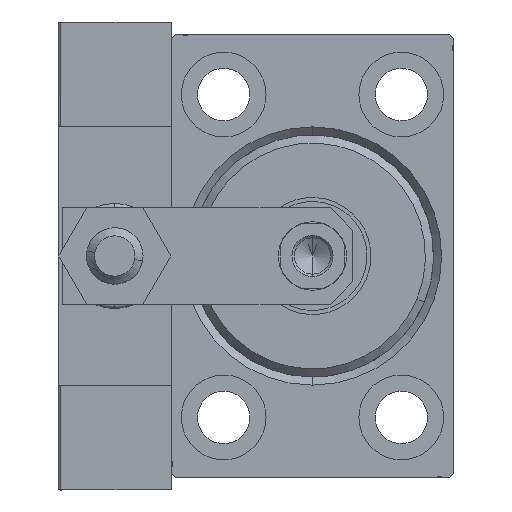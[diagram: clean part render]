
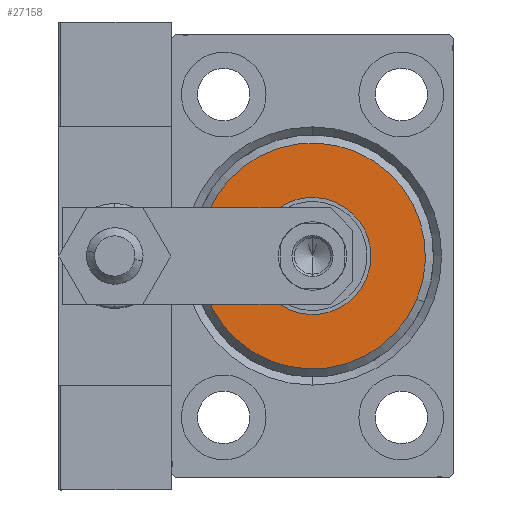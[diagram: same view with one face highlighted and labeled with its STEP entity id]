
A CAD part, left-side view. The second image highlights one B-rep face of the part: STEP entity #27158.
In plain terms, the highlighted face is planar.
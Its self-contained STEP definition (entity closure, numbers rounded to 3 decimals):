
#1146 = AXIS2_PLACEMENT_3D ( 'NONE', #33649, #49343, #41622 ) ;
#2151 = CARTESIAN_POINT ( 'NONE',  ( 3., 0., -14. ) ) ;
#2761 = FACE_BOUND ( 'NONE', #36284, .T. ) ;
#3124 = EDGE_CURVE ( 'NONE', #21409, #12141, #48934, .T. ) ;
#6876 = CIRCLE ( 'NONE', #1146, 7.25 ) ;
#6902 = DIRECTION ( 'NONE',  ( 1., 0., 0. ) ) ;
#7126 = CARTESIAN_POINT ( 'NONE',  ( 3., 0., 0. ) ) ;
#10858 = EDGE_LOOP ( 'NONE', ( #45786, #13132 ) ) ;
#11270 = CARTESIAN_POINT ( 'NONE',  ( 3., 0., 0. ) ) ;
#11787 = EDGE_CURVE ( 'NONE', #16569, #35020, #16182, .T. ) ;
#12141 = VERTEX_POINT ( 'NONE', #44516 ) ;
#12888 = CARTESIAN_POINT ( 'NONE',  ( 3., 0., 7.25 ) ) ;
#13132 = ORIENTED_EDGE ( 'NONE', *, *, #3124, .T. ) ;
#15089 = DIRECTION ( 'NONE',  ( 0., 0., -1. ) ) ;
#15282 = DIRECTION ( 'NONE',  ( 0., 0., -1. ) ) ;
#16182 = CIRCLE ( 'NONE', #36815, 7.25 ) ;
#16569 = VERTEX_POINT ( 'NONE', #30574 ) ;
#18212 = AXIS2_PLACEMENT_3D ( 'NONE', #7126, #46300, #15089 ) ;
#19987 = DIRECTION ( 'NONE',  ( 1., 0., 0. ) ) ;
#20244 = DIRECTION ( 'NONE',  ( 0., 0., -1. ) ) ;
#21409 = VERTEX_POINT ( 'NONE', #2151 ) ;
#23855 = CARTESIAN_POINT ( 'NONE',  ( 3., 0., 0. ) ) ;
#24003 = CIRCLE ( 'NONE', #27315, 14. ) ;
#24345 = EDGE_CURVE ( 'NONE', #12141, #21409, #24003, .T. ) ;
#27016 = DIRECTION ( 'NONE',  ( 0., 0., -1. ) ) ;
#27158 = ADVANCED_FACE ( 'NONE', ( #42448, #2761 ), #46556, .T. ) ;
#27315 = AXIS2_PLACEMENT_3D ( 'NONE', #27669, #39773, #15282 ) ;
#27669 = CARTESIAN_POINT ( 'NONE',  ( 3., 0., 0. ) ) ;
#30574 = CARTESIAN_POINT ( 'NONE',  ( 3., 0., -7.25 ) ) ;
#32471 = EDGE_CURVE ( 'NONE', #35020, #16569, #6876, .T. ) ;
#32513 = AXIS2_PLACEMENT_3D ( 'NONE', #23855, #19987, #20244 ) ;
#33649 = CARTESIAN_POINT ( 'NONE',  ( 3., 0., 0. ) ) ;
#35020 = VERTEX_POINT ( 'NONE', #12888 ) ;
#36284 = EDGE_LOOP ( 'NONE', ( #46744, #45890 ) ) ;
#36815 = AXIS2_PLACEMENT_3D ( 'NONE', #11270, #6902, #27016 ) ;
#39773 = DIRECTION ( 'NONE',  ( 1., 0., 0. ) ) ;
#41622 = DIRECTION ( 'NONE',  ( 0., 0., -1. ) ) ;
#42448 = FACE_OUTER_BOUND ( 'NONE', #10858, .T. ) ;
#44516 = CARTESIAN_POINT ( 'NONE',  ( 3., 0., 14. ) ) ;
#45786 = ORIENTED_EDGE ( 'NONE', *, *, #24345, .T. ) ;
#45890 = ORIENTED_EDGE ( 'NONE', *, *, #32471, .F. ) ;
#46300 = DIRECTION ( 'NONE',  ( 1., 0., 0. ) ) ;
#46556 = PLANE ( 'NONE',  #18212 ) ;
#46744 = ORIENTED_EDGE ( 'NONE', *, *, #11787, .F. ) ;
#48934 = CIRCLE ( 'NONE', #32513, 14. ) ;
#49343 = DIRECTION ( 'NONE',  ( 1., 0., 0. ) ) ;
